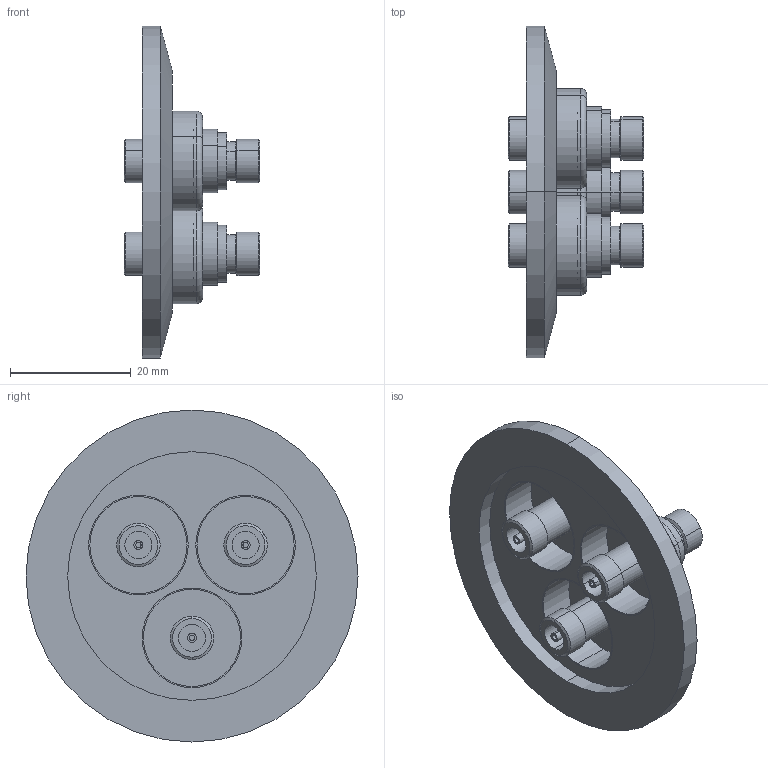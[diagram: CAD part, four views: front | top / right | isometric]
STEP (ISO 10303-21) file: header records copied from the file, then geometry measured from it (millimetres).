
FILE_DESCRIPTION (( 'STEP AP214' ), '1' );
FILE_NAME ('242-SMAD50-K40-3.STEP', '2016-07-22T08:48:05', ( 'allectra' ), ( 'Microsoft' ), 'SwSTEP 2.0', 'SolidWorks 2014', '' );
FILE_SCHEMA (( 'AUTOMOTIVE_DESIGN' ));
Length unit declared in the file: millimetre
Products named in the file (7): 242-SMAD50; 9431-KF40-16.5-3_DN40 KF; 9431-KF40-16.5-3; 242-SMAD50-K40-3
Assembly tree (4 placements, depth 2):
  242-SMAD50
  242-SMAD50
  242-SMAD50
  9431-KF40-16.5-3
  242-SMAD50-K40-3
    9431-KF40-16.5-3_DN40 KF
    242-SMAD50  x3
Bounding box: 22.5 x 55 x 55 mm (x, y, z)
Volume: 9426.7 mm3; surface area: 9920.4 mm2
Topology: 4 solids, 4 shells, 168 faces, 334 edges, 208 vertices
Faces by surface type: cylinder 94, plane 42, cone 26, torus 6
Entity records: 1942 total; most frequent: DIRECTION 368, CARTESIAN_POINT 292, ORIENTED_EDGE 268, AXIS2_PLACEMENT_3D 160, EDGE_CURVE 134, CIRCLE 86, EDGE_LOOP 84, VERTEX_POINT 84
